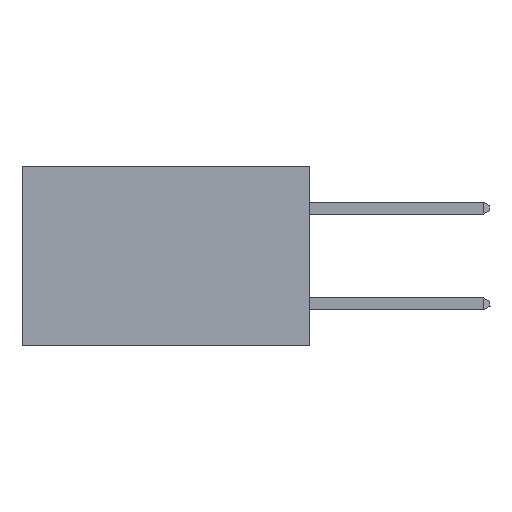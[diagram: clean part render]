
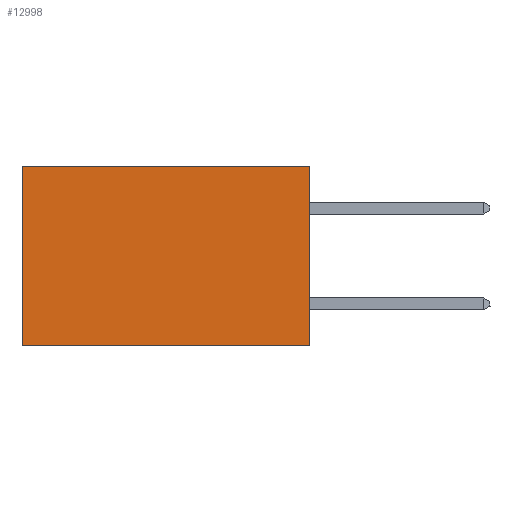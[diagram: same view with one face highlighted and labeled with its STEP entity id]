
A CAD part, left-side view. The second image highlights one B-rep face of the part: STEP entity #12998.
In plain terms, the highlighted planar face has unit normal (-1, 0, 0).
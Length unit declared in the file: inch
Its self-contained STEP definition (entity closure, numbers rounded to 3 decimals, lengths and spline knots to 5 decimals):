
#374 = FACE_OUTER_BOUND ( 'NONE', #7631, .T. ) ;
#660 = CARTESIAN_POINT ( 'NONE',  ( 0.2875, 0.6, 0. ) ) ;
#1134 = DIRECTION ( 'NONE',  ( 0., 0., -1. ) ) ;
#1236 = LINE ( 'NONE', #14946, #16271 ) ;
#2572 = EDGE_CURVE ( 'NONE', #12533, #10621, #9250, .T. ) ;
#2975 = CARTESIAN_POINT ( 'NONE',  ( 0.2875, 0.6, -0.375 ) ) ;
#3128 = CARTESIAN_POINT ( 'NONE',  ( 0.2875, 0., 0. ) ) ;
#4144 = CARTESIAN_POINT ( 'NONE',  ( 0.2875, 0., -0.375 ) ) ;
#4218 = LINE ( 'NONE', #10746, #16094 ) ;
#4285 = DIRECTION ( 'NONE',  ( 1., 0., 0. ) ) ;
#4417 = LINE ( 'NONE', #12249, #16713 ) ;
#4482 = ORIENTED_EDGE ( 'NONE', *, *, #12713, .T. ) ;
#5681 = PLANE ( 'NONE',  #15216 ) ;
#7631 = EDGE_LOOP ( 'NONE', ( #4482, #11934, #15310, #11676 ) ) ;
#8134 = VECTOR ( 'NONE', #13108, 39.37008 ) ;
#8399 = EDGE_CURVE ( 'NONE', #13554, #13062, #1236, .T. ) ;
#9250 = LINE ( 'NONE', #3128, #8134 ) ;
#10621 = VERTEX_POINT ( 'NONE', #660 ) ;
#10746 = CARTESIAN_POINT ( 'NONE',  ( 0.2875, 0.6, -0.375 ) ) ;
#11676 = ORIENTED_EDGE ( 'NONE', *, *, #2572, .T. ) ;
#11934 = ORIENTED_EDGE ( 'NONE', *, *, #8399, .F. ) ;
#12229 = DIRECTION ( 'NONE',  ( 0., 0., -1. ) ) ;
#12249 = CARTESIAN_POINT ( 'NONE',  ( 0.2875, 0., -0.375 ) ) ;
#12533 = VERTEX_POINT ( 'NONE', #15695 ) ;
#12713 = EDGE_CURVE ( 'NONE', #10621, #13062, #4218, .T. ) ;
#12998 = ADVANCED_FACE ( 'NONE', ( #374 ), #5681, .F. ) ;
#13062 = VERTEX_POINT ( 'NONE', #2975 ) ;
#13108 = DIRECTION ( 'NONE',  ( 0., 1., 0. ) ) ;
#13554 = VERTEX_POINT ( 'NONE', #4144 ) ;
#13899 = EDGE_CURVE ( 'NONE', #12533, #13554, #4417, .T. ) ;
#14814 = DIRECTION ( 'NONE',  ( 0., 1., 0. ) ) ;
#14946 = CARTESIAN_POINT ( 'NONE',  ( 0.2875, 0., -0.375 ) ) ;
#15216 = AXIS2_PLACEMENT_3D ( 'NONE', #18369, #4285, #1134 ) ;
#15310 = ORIENTED_EDGE ( 'NONE', *, *, #13899, .F. ) ;
#15695 = CARTESIAN_POINT ( 'NONE',  ( 0.2875, 0., 0. ) ) ;
#16094 = VECTOR ( 'NONE', #12229, 39.37008 ) ;
#16271 = VECTOR ( 'NONE', #14814, 39.37008 ) ;
#16713 = VECTOR ( 'NONE', #18152, 39.37008 ) ;
#18152 = DIRECTION ( 'NONE',  ( 0., 0., -1. ) ) ;
#18369 = CARTESIAN_POINT ( 'NONE',  ( 0.2875, 0., -0.375 ) ) ;
